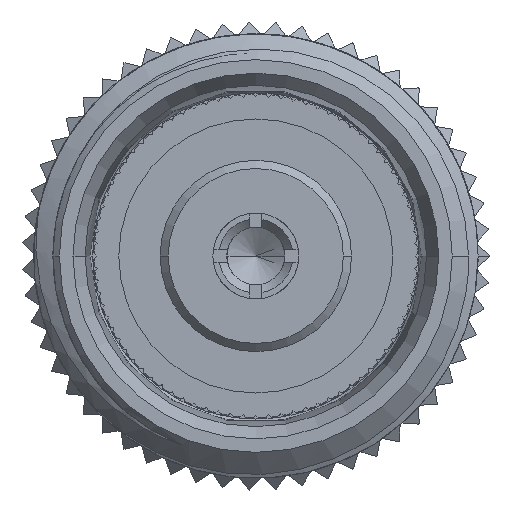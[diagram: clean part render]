
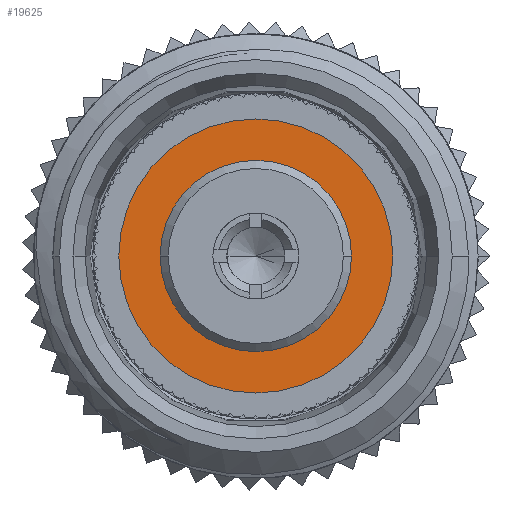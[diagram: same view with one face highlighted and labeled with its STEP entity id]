
A CAD part, left-side view. The second image highlights one B-rep face of the part: STEP entity #19625.
In plain terms, the highlighted planar face has unit normal (-1, 0, 0).
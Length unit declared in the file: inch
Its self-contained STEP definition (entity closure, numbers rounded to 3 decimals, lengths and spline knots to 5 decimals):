
#8253=CARTESIAN_POINT('',(0.33378,0.,0.));
#8254=DIRECTION('',(-1.,0.,0.));
#8255=DIRECTION('',(0.,1.,0.));
#8256=AXIS2_PLACEMENT_3D('',#8253,#8254,#8255);
#8258=CARTESIAN_POINT('',(0.33378,0.,0.));
#8259=DIRECTION('',(-1.,0.,0.));
#8260=DIRECTION('',(0.,-1.,0.));
#8261=AXIS2_PLACEMENT_3D('',#8258,#8259,#8260);
#8263=CARTESIAN_POINT('',(0.33378,0.,0.));
#8264=DIRECTION('',(1.,0.,0.));
#8265=DIRECTION('',(0.,1.,0.));
#8266=AXIS2_PLACEMENT_3D('',#8263,#8264,#8265);
#8268=CARTESIAN_POINT('',(0.33378,0.,0.));
#8269=DIRECTION('',(1.,0.,0.));
#8270=DIRECTION('',(0.,-1.,0.));
#8271=AXIS2_PLACEMENT_3D('',#8268,#8269,#8270);
#9377=CARTESIAN_POINT('',(0.33378,0.09252,0.));
#9378=CARTESIAN_POINT('',(0.33378,-0.09252,0.));
#9379=VERTEX_POINT('',#9377);
#9380=VERTEX_POINT('',#9378);
#9865=CARTESIAN_POINT('',(0.33378,0.1325,0.));
#9866=CARTESIAN_POINT('',(0.33378,-0.1325,0.));
#9867=VERTEX_POINT('',#9865);
#9868=VERTEX_POINT('',#9866);
#19609=CARTESIAN_POINT('',(0.33378,0.,0.));
#19610=DIRECTION('',(1.,0.,0.));
#19611=DIRECTION('',(0.,-1.,0.));
#19612=AXIS2_PLACEMENT_3D('',#19609,#19610,#19611);
#19613=PLANE('',#19612);
#19614=ORIENTED_EDGE('',*,*,#19599,.F.);
#19616=ORIENTED_EDGE('',*,*,#19615,.F.);
#19617=EDGE_LOOP('',(#19614,#19616));
#19618=FACE_OUTER_BOUND('',#19617,.F.);
#19620=ORIENTED_EDGE('',*,*,#19619,.F.);
#19622=ORIENTED_EDGE('',*,*,#19621,.F.);
#19623=EDGE_LOOP('',(#19620,#19622));
#19624=FACE_BOUND('',#19623,.F.);
#19625=ADVANCED_FACE('',(#19618,#19624),#19613,.F.);
#8257=CIRCLE('',#8256,0.1325);
#8262=CIRCLE('',#8261,0.1325);
#8267=CIRCLE('',#8266,0.09252);
#8272=CIRCLE('',#8271,0.09252);
#19599=EDGE_CURVE('',#9867,#9868,#8257,.T.);
#19615=EDGE_CURVE('',#9868,#9867,#8262,.T.);
#19619=EDGE_CURVE('',#9379,#9380,#8267,.T.);
#19621=EDGE_CURVE('',#9380,#9379,#8272,.T.);
